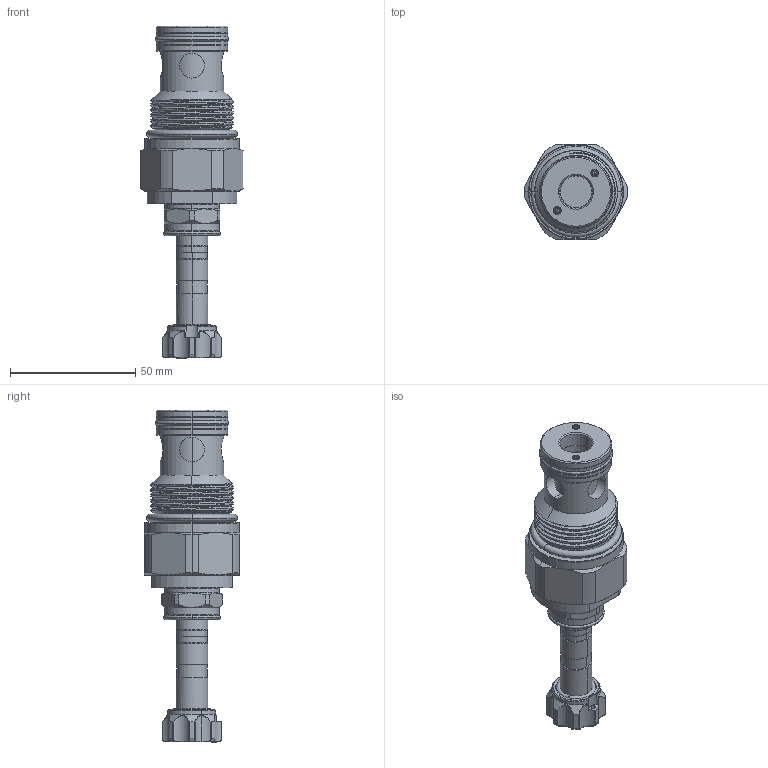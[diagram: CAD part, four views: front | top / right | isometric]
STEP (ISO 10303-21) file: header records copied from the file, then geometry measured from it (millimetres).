
FILE_DESCRIPTION (( 'STEP AP203' ), '1' );
FILE_NAME ('EP16W2A05N95.STEP', '2020-03-31T06:39:38', ( '' ), ( '' ), 'SwSTEP 2.0', 'SolidWorks 2018', '' );
FILE_SCHEMA (( 'CONFIG_CONTROL_DESIGN' ));
Length unit declared in the file: millimetre
Products named in the file (1): EP16W2A05N95
Bounding box: 41.1 x 38 x 132.75 mm (x, y, z)
Volume: 71466 mm3; surface area: 18705.6 mm2
Topology: 10 solids, 10 shells, 388 faces, 921 edges, 559 vertices
Faces by surface type: cylinder 159, cone 71, plane 58, torus 55, bspline 41, sphere 4
Entity records: 16323 total; most frequent: CARTESIAN_POINT 7658, ORIENTED_EDGE 1818, DIRECTION 1799, EDGE_CURVE 909, AXIS2_PLACEMENT_3D 761, VERTEX_POINT 553, CIRCLE 413, EDGE_LOOP 412
